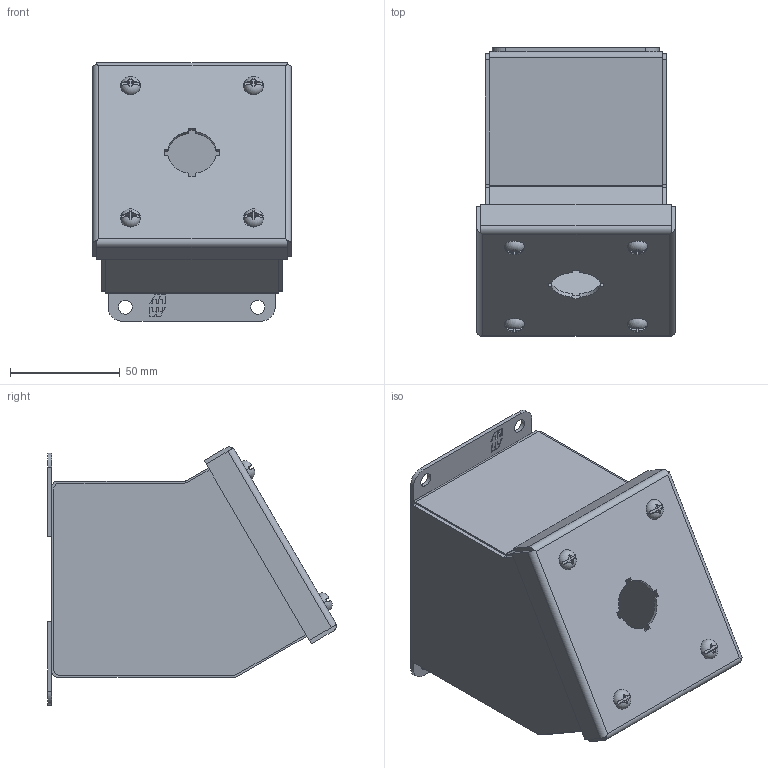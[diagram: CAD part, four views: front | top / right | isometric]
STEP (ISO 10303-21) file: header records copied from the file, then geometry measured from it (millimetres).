
FILE_DESCRIPTION (( 'STEP AP203' ), '1' );
FILE_NAME ('1490MD1_Default.step', '2019-11-12T20:31:07', ( '' ), ( '' ), 'SwSTEP 2.0', 'SolidWorks 2019', '' );
FILE_SCHEMA (( 'CONFIG_CONTROL_DESIGN' ));
Length unit declared in the file: inch
Products named in the file (1): 1490MD1_Default
Bounding box: 90.47 x 131.48 x 117.72 mm (x, y, z)
Volume: 118760.2 mm3; surface area: 136764.9 mm2
Topology: 19 solids, 19 shells, 532 faces, 1356 edges, 885 vertices
Faces by surface type: plane 354, cylinder 140, cone 22, torus 8, bspline 8
Entity records: 16560 total; most frequent: CARTESIAN_POINT 3509, ORIENTED_EDGE 2708, DIRECTION 2653, EDGE_CURVE 1354, VECTOR 907, LINE 907, VERTEX_POINT 885, AXIS2_PLACEMENT_3D 873
